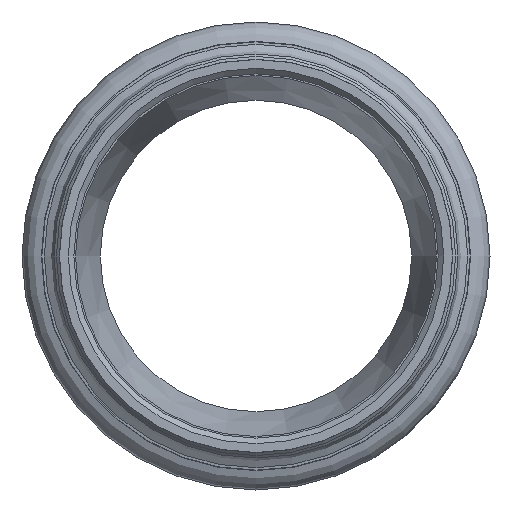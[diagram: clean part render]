
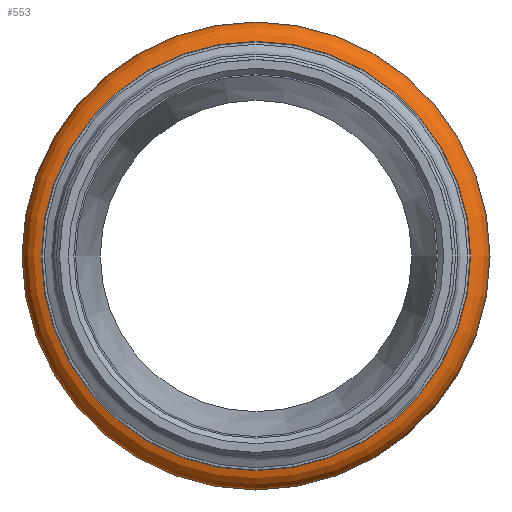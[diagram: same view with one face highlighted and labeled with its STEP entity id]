
A CAD part, front view. The second image highlights one B-rep face of the part: STEP entity #553.
In plain terms, the highlighted toroidal (fillet/blend) face has major radius 19.2 mm and minor radius 2 mm.
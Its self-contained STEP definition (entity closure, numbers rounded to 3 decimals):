
#22=TOROIDAL_SURFACE('',#626,19.2,2.);
#73=FACE_BOUND('',#196,.T.);
#125=FACE_OUTER_BOUND('',#195,.T.);
#195=EDGE_LOOP('',(#455));
#196=EDGE_LOOP('',(#456));
#281=CIRCLE('',#625,19.444);
#282=CIRCLE('',#627,21.2);
#333=VERTEX_POINT('',#958);
#334=VERTEX_POINT('',#961);
#385=EDGE_CURVE('',#333,#333,#281,.T.);
#386=EDGE_CURVE('',#334,#334,#282,.T.);
#455=ORIENTED_EDGE('',*,*,#385,.F.);
#456=ORIENTED_EDGE('',*,*,#386,.T.);
#553=ADVANCED_FACE('',(#125,#73),#22,.T.);
#625=AXIS2_PLACEMENT_3D('',#959,#767,#768);
#626=AXIS2_PLACEMENT_3D('',#960,#769,#770);
#627=AXIS2_PLACEMENT_3D('',#962,#771,#772);
#767=DIRECTION('center_axis',(0.,-1.,0.));
#768=DIRECTION('ref_axis',(1.,0.,0.));
#769=DIRECTION('center_axis',(0.,1.,0.));
#770=DIRECTION('ref_axis',(0.,0.,-1.));
#771=DIRECTION('center_axis',(0.,-1.,0.));
#772=DIRECTION('ref_axis',(1.,0.,0.));
#958=CARTESIAN_POINT('',(19.444,-1538.733,0.));
#959=CARTESIAN_POINT('Origin',(0.,-1538.733,0.));
#960=CARTESIAN_POINT('Origin',(0.,-1536.748,0.));
#961=CARTESIAN_POINT('',(21.2,-1536.748,0.));
#962=CARTESIAN_POINT('Origin',(0.,-1536.748,0.));
